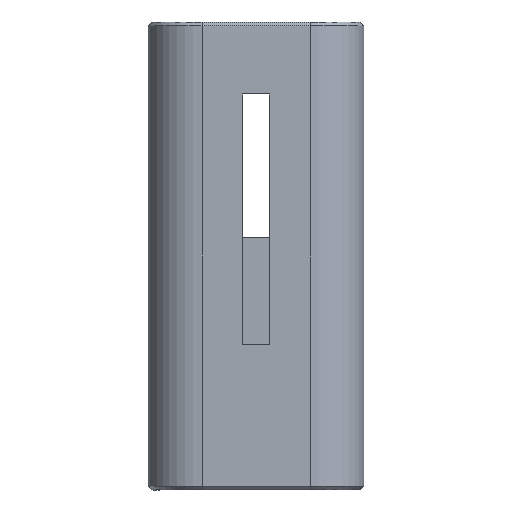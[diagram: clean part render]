
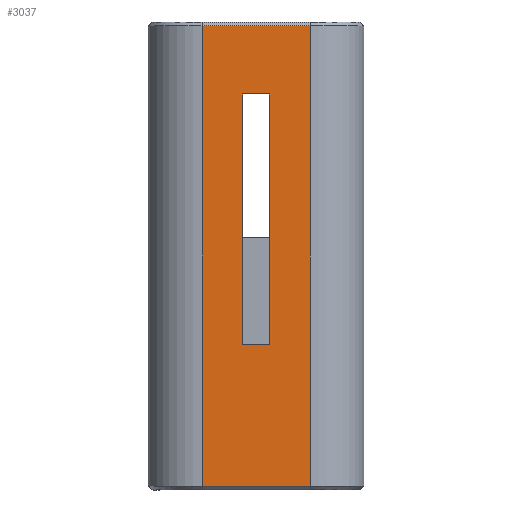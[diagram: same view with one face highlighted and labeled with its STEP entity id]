
A CAD part, front view. The second image highlights one B-rep face of the part: STEP entity #3037.
In plain terms, the highlighted planar face has unit normal (0, -1, 0).
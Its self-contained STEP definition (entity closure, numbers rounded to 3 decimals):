
#365 = PLANE('',#366);
#366 = AXIS2_PLACEMENT_3D('',#367,#368,#369);
#367 = CARTESIAN_POINT('',(0.75,-3.,22.));
#368 = DIRECTION('',(0.,0.,1.));
#369 = DIRECTION('',(-1.,-0.,0.));
#647 = PLANE('',#648);
#648 = AXIS2_PLACEMENT_3D('',#649,#650,#651);
#649 = CARTESIAN_POINT('',(-0.75,-3.,22.));
#650 = DIRECTION('',(-1.,0.,-0.));
#651 = DIRECTION('',(0.,0.,-1.));
#702 = PLANE('',#703);
#703 = AXIS2_PLACEMENT_3D('',#704,#705,#706);
#704 = CARTESIAN_POINT('',(0.75,-3.,14.));
#705 = DIRECTION('',(1.,0.,-0.));
#706 = DIRECTION('',(0.,0.,1.));
#1406 = VERTEX_POINT('',#1407);
#1407 = CARTESIAN_POINT('',(-0.75,-3.,22.));
#1428 = EDGE_CURVE('',#1429,#1406,#1431,.T.);
#1429 = VERTEX_POINT('',#1430);
#1430 = CARTESIAN_POINT('',(0.75,-3.,22.));
#1431 = SURFACE_CURVE('',#1432,(#1436,#1443),.PCURVE_S1.);
#1432 = LINE('',#1433,#1434);
#1433 = CARTESIAN_POINT('',(0.75,-3.,22.));
#1434 = VECTOR('',#1435,1.);
#1435 = DIRECTION('',(-1.,-0.,0.));
#1436 = PCURVE('',#365,#1437);
#1437 = DEFINITIONAL_REPRESENTATION('',(#1438),#1442);
#1438 = LINE('',#1439,#1440);
#1439 = CARTESIAN_POINT('',(0.,0.));
#1440 = VECTOR('',#1441,1.);
#1441 = DIRECTION('',(1.,0.));
#1442 = ( GEOMETRIC_REPRESENTATION_CONTEXT(2) 
PARAMETRIC_REPRESENTATION_CONTEXT() REPRESENTATION_CONTEXT('2D SPACE',''
  ) );
#1443 = PCURVE('',#1444,#1449);
#1444 = PLANE('',#1445);
#1445 = AXIS2_PLACEMENT_3D('',#1446,#1447,#1448);
#1446 = CARTESIAN_POINT('',(-3.,-3.,0.));
#1447 = DIRECTION('',(0.,1.,0.));
#1448 = DIRECTION('',(1.,0.,0.));
#1449 = DEFINITIONAL_REPRESENTATION('',(#1450),#1454);
#1450 = LINE('',#1451,#1452);
#1451 = CARTESIAN_POINT('',(3.75,-22.));
#1452 = VECTOR('',#1453,1.);
#1453 = DIRECTION('',(-1.,-0.));
#1454 = ( GEOMETRIC_REPRESENTATION_CONTEXT(2) 
PARAMETRIC_REPRESENTATION_CONTEXT() REPRESENTATION_CONTEXT('2D SPACE',''
  ) );
#1766 = EDGE_CURVE('',#1406,#1767,#1769,.T.);
#1767 = VERTEX_POINT('',#1768);
#1768 = CARTESIAN_POINT('',(-0.75,-3.,8.1));
#1769 = SURFACE_CURVE('',#1770,(#1774,#1781),.PCURVE_S1.);
#1770 = LINE('',#1771,#1772);
#1771 = CARTESIAN_POINT('',(-0.75,-3.,22.));
#1772 = VECTOR('',#1773,1.);
#1773 = DIRECTION('',(0.,0.,-1.));
#1774 = PCURVE('',#647,#1775);
#1775 = DEFINITIONAL_REPRESENTATION('',(#1776),#1780);
#1776 = LINE('',#1777,#1778);
#1777 = CARTESIAN_POINT('',(0.,0.));
#1778 = VECTOR('',#1779,1.);
#1779 = DIRECTION('',(1.,0.));
#1780 = ( GEOMETRIC_REPRESENTATION_CONTEXT(2) 
PARAMETRIC_REPRESENTATION_CONTEXT() REPRESENTATION_CONTEXT('2D SPACE',''
  ) );
#1781 = PCURVE('',#1444,#1782);
#1782 = DEFINITIONAL_REPRESENTATION('',(#1783),#1787);
#1783 = LINE('',#1784,#1785);
#1784 = CARTESIAN_POINT('',(2.25,-22.));
#1785 = VECTOR('',#1786,1.);
#1786 = DIRECTION('',(0.,1.));
#1787 = ( GEOMETRIC_REPRESENTATION_CONTEXT(2) 
PARAMETRIC_REPRESENTATION_CONTEXT() REPRESENTATION_CONTEXT('2D SPACE',''
  ) );
#1829 = PLANE('',#1830);
#1830 = AXIS2_PLACEMENT_3D('',#1831,#1832,#1833);
#1831 = CARTESIAN_POINT('',(-0.75,-3.,8.1));
#1832 = DIRECTION('',(0.,0.,-1.));
#1833 = DIRECTION('',(1.,0.,0.));
#1894 = EDGE_CURVE('',#1429,#1895,#1897,.T.);
#1895 = VERTEX_POINT('',#1896);
#1896 = CARTESIAN_POINT('',(0.75,-3.,8.1));
#1897 = SURFACE_CURVE('',#1898,(#1902,#1909),.PCURVE_S1.);
#1898 = LINE('',#1899,#1900);
#1899 = CARTESIAN_POINT('',(0.75,-3.,22.));
#1900 = VECTOR('',#1901,1.);
#1901 = DIRECTION('',(0.,0.,-1.));
#1902 = PCURVE('',#702,#1903);
#1903 = DEFINITIONAL_REPRESENTATION('',(#1904),#1908);
#1904 = LINE('',#1905,#1906);
#1905 = CARTESIAN_POINT('',(8.,0.));
#1906 = VECTOR('',#1907,1.);
#1907 = DIRECTION('',(-1.,0.));
#1908 = ( GEOMETRIC_REPRESENTATION_CONTEXT(2) 
PARAMETRIC_REPRESENTATION_CONTEXT() REPRESENTATION_CONTEXT('2D SPACE',''
  ) );
#1909 = PCURVE('',#1444,#1910);
#1910 = DEFINITIONAL_REPRESENTATION('',(#1911),#1915);
#1911 = LINE('',#1912,#1913);
#1912 = CARTESIAN_POINT('',(3.75,-22.));
#1913 = VECTOR('',#1914,1.);
#1914 = DIRECTION('',(0.,1.));
#1915 = ( GEOMETRIC_REPRESENTATION_CONTEXT(2) 
PARAMETRIC_REPRESENTATION_CONTEXT() REPRESENTATION_CONTEXT('2D SPACE',''
  ) );
#2554 = PLANE('',#2555);
#2555 = AXIS2_PLACEMENT_3D('',#2556,#2557,#2558);
#2556 = CARTESIAN_POINT('',(-3.,-2.9,25.9));
#2557 = DIRECTION('',(0.,0.707,-0.707));
#2558 = DIRECTION('',(1.,0.,0.));
#3037 = ADVANCED_FACE('',(#3038,#3147),#1444,.F.);
#3038 = FACE_BOUND('',#3039,.F.);
#3039 = EDGE_LOOP('',(#3040,#3070,#3093,#3121));
#3040 = ORIENTED_EDGE('',*,*,#3041,.T.);
#3041 = EDGE_CURVE('',#3042,#3044,#3046,.T.);
#3042 = VERTEX_POINT('',#3043);
#3043 = CARTESIAN_POINT('',(-3.,-3.,0.2));
#3044 = VERTEX_POINT('',#3045);
#3045 = CARTESIAN_POINT('',(-3.,-3.,25.8));
#3046 = SURFACE_CURVE('',#3047,(#3051,#3058),.PCURVE_S1.);
#3047 = LINE('',#3048,#3049);
#3048 = CARTESIAN_POINT('',(-3.,-3.,0.));
#3049 = VECTOR('',#3050,1.);
#3050 = DIRECTION('',(0.,0.,1.));
#3051 = PCURVE('',#1444,#3052);
#3052 = DEFINITIONAL_REPRESENTATION('',(#3053),#3057);
#3053 = LINE('',#3054,#3055);
#3054 = CARTESIAN_POINT('',(0.,0.));
#3055 = VECTOR('',#3056,1.);
#3056 = DIRECTION('',(0.,-1.));
#3057 = ( GEOMETRIC_REPRESENTATION_CONTEXT(2) 
PARAMETRIC_REPRESENTATION_CONTEXT() REPRESENTATION_CONTEXT('2D SPACE',''
  ) );
#3058 = PCURVE('',#3059,#3064);
#3059 = CYLINDRICAL_SURFACE('',#3060,3.);
#3060 = AXIS2_PLACEMENT_3D('',#3061,#3062,#3063);
#3061 = CARTESIAN_POINT('',(-3.,0.,0.));
#3062 = DIRECTION('',(-0.,-0.,-1.));
#3063 = DIRECTION('',(1.,0.,0.));
#3064 = DEFINITIONAL_REPRESENTATION('',(#3065),#3069);
#3065 = LINE('',#3066,#3067);
#3066 = CARTESIAN_POINT('',(-4.712,0.));
#3067 = VECTOR('',#3068,1.);
#3068 = DIRECTION('',(-0.,-1.));
#3069 = ( GEOMETRIC_REPRESENTATION_CONTEXT(2) 
PARAMETRIC_REPRESENTATION_CONTEXT() REPRESENTATION_CONTEXT('2D SPACE',''
  ) );
#3070 = ORIENTED_EDGE('',*,*,#3071,.T.);
#3071 = EDGE_CURVE('',#3044,#3072,#3074,.T.);
#3072 = VERTEX_POINT('',#3073);
#3073 = CARTESIAN_POINT('',(3.,-3.,25.8));
#3074 = SURFACE_CURVE('',#3075,(#3079,#3086),.PCURVE_S1.);
#3075 = LINE('',#3076,#3077);
#3076 = CARTESIAN_POINT('',(-3.,-3.,25.8));
#3077 = VECTOR('',#3078,1.);
#3078 = DIRECTION('',(1.,0.,0.));
#3079 = PCURVE('',#1444,#3080);
#3080 = DEFINITIONAL_REPRESENTATION('',(#3081),#3085);
#3081 = LINE('',#3082,#3083);
#3082 = CARTESIAN_POINT('',(0.,-25.8));
#3083 = VECTOR('',#3084,1.);
#3084 = DIRECTION('',(1.,0.));
#3085 = ( GEOMETRIC_REPRESENTATION_CONTEXT(2) 
PARAMETRIC_REPRESENTATION_CONTEXT() REPRESENTATION_CONTEXT('2D SPACE',''
  ) );
#3086 = PCURVE('',#2554,#3087);
#3087 = DEFINITIONAL_REPRESENTATION('',(#3088),#3092);
#3088 = LINE('',#3089,#3090);
#3089 = CARTESIAN_POINT('',(0.,0.141));
#3090 = VECTOR('',#3091,1.);
#3091 = DIRECTION('',(1.,0.));
#3092 = ( GEOMETRIC_REPRESENTATION_CONTEXT(2) 
PARAMETRIC_REPRESENTATION_CONTEXT() REPRESENTATION_CONTEXT('2D SPACE',''
  ) );
#3093 = ORIENTED_EDGE('',*,*,#3094,.F.);
#3094 = EDGE_CURVE('',#3095,#3072,#3097,.T.);
#3095 = VERTEX_POINT('',#3096);
#3096 = CARTESIAN_POINT('',(3.,-3.,0.2));
#3097 = SURFACE_CURVE('',#3098,(#3102,#3109),.PCURVE_S1.);
#3098 = LINE('',#3099,#3100);
#3099 = CARTESIAN_POINT('',(3.,-3.,0.));
#3100 = VECTOR('',#3101,1.);
#3101 = DIRECTION('',(0.,0.,1.));
#3102 = PCURVE('',#1444,#3103);
#3103 = DEFINITIONAL_REPRESENTATION('',(#3104),#3108);
#3104 = LINE('',#3105,#3106);
#3105 = CARTESIAN_POINT('',(6.,0.));
#3106 = VECTOR('',#3107,1.);
#3107 = DIRECTION('',(0.,-1.));
#3108 = ( GEOMETRIC_REPRESENTATION_CONTEXT(2) 
PARAMETRIC_REPRESENTATION_CONTEXT() REPRESENTATION_CONTEXT('2D SPACE',''
  ) );
#3109 = PCURVE('',#3110,#3115);
#3110 = CYLINDRICAL_SURFACE('',#3111,3.);
#3111 = AXIS2_PLACEMENT_3D('',#3112,#3113,#3114);
#3112 = CARTESIAN_POINT('',(3.,0.,0.));
#3113 = DIRECTION('',(-0.,-0.,-1.));
#3114 = DIRECTION('',(1.,0.,0.));
#3115 = DEFINITIONAL_REPRESENTATION('',(#3116),#3120);
#3116 = LINE('',#3117,#3118);
#3117 = CARTESIAN_POINT('',(-4.712,0.));
#3118 = VECTOR('',#3119,1.);
#3119 = DIRECTION('',(-0.,-1.));
#3120 = ( GEOMETRIC_REPRESENTATION_CONTEXT(2) 
PARAMETRIC_REPRESENTATION_CONTEXT() REPRESENTATION_CONTEXT('2D SPACE',''
  ) );
#3121 = ORIENTED_EDGE('',*,*,#3122,.F.);
#3122 = EDGE_CURVE('',#3042,#3095,#3123,.T.);
#3123 = SURFACE_CURVE('',#3124,(#3128,#3135),.PCURVE_S1.);
#3124 = LINE('',#3125,#3126);
#3125 = CARTESIAN_POINT('',(-3.,-3.,0.2));
#3126 = VECTOR('',#3127,1.);
#3127 = DIRECTION('',(1.,0.,0.));
#3128 = PCURVE('',#1444,#3129);
#3129 = DEFINITIONAL_REPRESENTATION('',(#3130),#3134);
#3130 = LINE('',#3131,#3132);
#3131 = CARTESIAN_POINT('',(0.,-0.2));
#3132 = VECTOR('',#3133,1.);
#3133 = DIRECTION('',(1.,0.));
#3134 = ( GEOMETRIC_REPRESENTATION_CONTEXT(2) 
PARAMETRIC_REPRESENTATION_CONTEXT() REPRESENTATION_CONTEXT('2D SPACE',''
  ) );
#3135 = PCURVE('',#3136,#3141);
#3136 = PLANE('',#3137);
#3137 = AXIS2_PLACEMENT_3D('',#3138,#3139,#3140);
#3138 = CARTESIAN_POINT('',(-3.,-2.9,0.1));
#3139 = DIRECTION('',(0.,-0.707,
    -0.707));
#3140 = DIRECTION('',(-1.,0.,0.));
#3141 = DEFINITIONAL_REPRESENTATION('',(#3142),#3146);
#3142 = LINE('',#3143,#3144);
#3143 = CARTESIAN_POINT('',(-0.,-0.141));
#3144 = VECTOR('',#3145,1.);
#3145 = DIRECTION('',(-1.,0.));
#3146 = ( GEOMETRIC_REPRESENTATION_CONTEXT(2) 
PARAMETRIC_REPRESENTATION_CONTEXT() REPRESENTATION_CONTEXT('2D SPACE',''
  ) );
#3147 = FACE_BOUND('',#3148,.F.);
#3148 = EDGE_LOOP('',(#3149,#3150,#3171,#3172));
#3149 = ORIENTED_EDGE('',*,*,#1766,.T.);
#3150 = ORIENTED_EDGE('',*,*,#3151,.T.);
#3151 = EDGE_CURVE('',#1767,#1895,#3152,.T.);
#3152 = SURFACE_CURVE('',#3153,(#3157,#3164),.PCURVE_S1.);
#3153 = LINE('',#3154,#3155);
#3154 = CARTESIAN_POINT('',(-0.75,-3.,8.1));
#3155 = VECTOR('',#3156,1.);
#3156 = DIRECTION('',(1.,0.,0.));
#3157 = PCURVE('',#1444,#3158);
#3158 = DEFINITIONAL_REPRESENTATION('',(#3159),#3163);
#3159 = LINE('',#3160,#3161);
#3160 = CARTESIAN_POINT('',(2.25,-8.1));
#3161 = VECTOR('',#3162,1.);
#3162 = DIRECTION('',(1.,0.));
#3163 = ( GEOMETRIC_REPRESENTATION_CONTEXT(2) 
PARAMETRIC_REPRESENTATION_CONTEXT() REPRESENTATION_CONTEXT('2D SPACE',''
  ) );
#3164 = PCURVE('',#1829,#3165);
#3165 = DEFINITIONAL_REPRESENTATION('',(#3166),#3170);
#3166 = LINE('',#3167,#3168);
#3167 = CARTESIAN_POINT('',(0.,0.));
#3168 = VECTOR('',#3169,1.);
#3169 = DIRECTION('',(1.,0.));
#3170 = ( GEOMETRIC_REPRESENTATION_CONTEXT(2) 
PARAMETRIC_REPRESENTATION_CONTEXT() REPRESENTATION_CONTEXT('2D SPACE',''
  ) );
#3171 = ORIENTED_EDGE('',*,*,#1894,.F.);
#3172 = ORIENTED_EDGE('',*,*,#1428,.T.);
